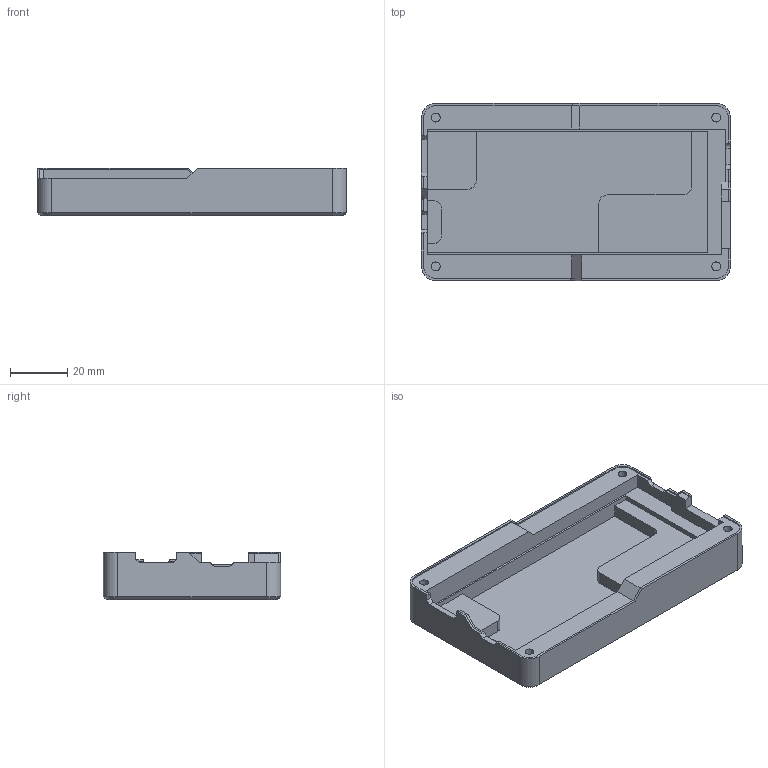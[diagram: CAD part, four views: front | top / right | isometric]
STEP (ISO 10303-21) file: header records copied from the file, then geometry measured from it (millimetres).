
FILE_DESCRIPTION(('FreeCAD Model'),'2;1');
FILE_NAME('Open CASCADE Shape Model','2024-01-27T20:08:07',(''),(''), 'Open CASCADE STEP processor 7.6','FreeCAD','Unknown');
FILE_SCHEMA(('AUTOMOTIVE_DESIGN { 1 0 10303 214 1 1 1 1 }'));
Length unit declared in the file: millimetre
Products named in the file (1): Body001
Bounding box: 108 x 62 x 16.54 mm (x, y, z)
Volume: 46493.9 mm3; surface area: 22610.9 mm2
Topology: 1 solids, 1 shells, 112 faces, 297 edges, 195 vertices
Faces by surface type: plane 85, cylinder 23, cone 4
Full cylindrical faces by diameter (mm): 3.1 x4, 6.1 x4
Entity records: 7414 total; most frequent: CARTESIAN_POINT 1397, DIRECTION 1131, LINE 785, VECTOR 785, ORIENTED_EDGE 594, PCURVE 594, DEFINITIONAL_REPRESENTATION 594, EDGE_CURVE 297
